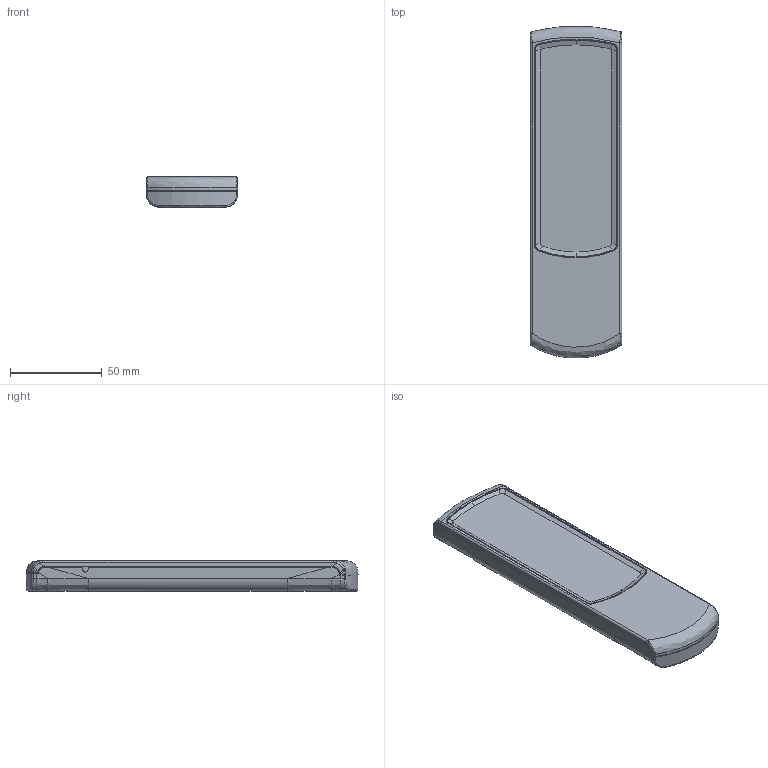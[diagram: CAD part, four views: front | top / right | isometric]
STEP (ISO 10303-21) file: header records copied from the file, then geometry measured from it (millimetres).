
FILE_DESCRIPTION (( 'STEP AP203' ), '1' );
FILE_NAME ('RF Touchline.STEP', '2019-02-28T06:33:04', ( 'admin' ), ( 'Hewlett-Packard Company' ), 'SwSTEP 2.0', 'SolidWorks 2018', '' );
FILE_SCHEMA (( 'CONFIG_CONTROL_DESIGN' ));
Length unit declared in the file: millimetre
Products named in the file (1): RF Touchline
Bounding box: 50 x 181.22 x 16.5 mm (x, y, z)
Volume: 136621.1 mm3; surface area: 24174.5 mm2
Topology: 1 solids, 1 shells, 344 faces, 883 edges, 542 vertices
Faces by surface type: bspline 147, cylinder 98, plane 95, cone 4
Entity records: 17958 total; most frequent: CARTESIAN_POINT 10883, ORIENTED_EDGE 1760, DIRECTION 1002, EDGE_CURVE 880, VERTEX_POINT 542, B_SPLINE_CURVE_WITH_KNOTS 373, EDGE_LOOP 352, FACE_OUTER_BOUND 344
